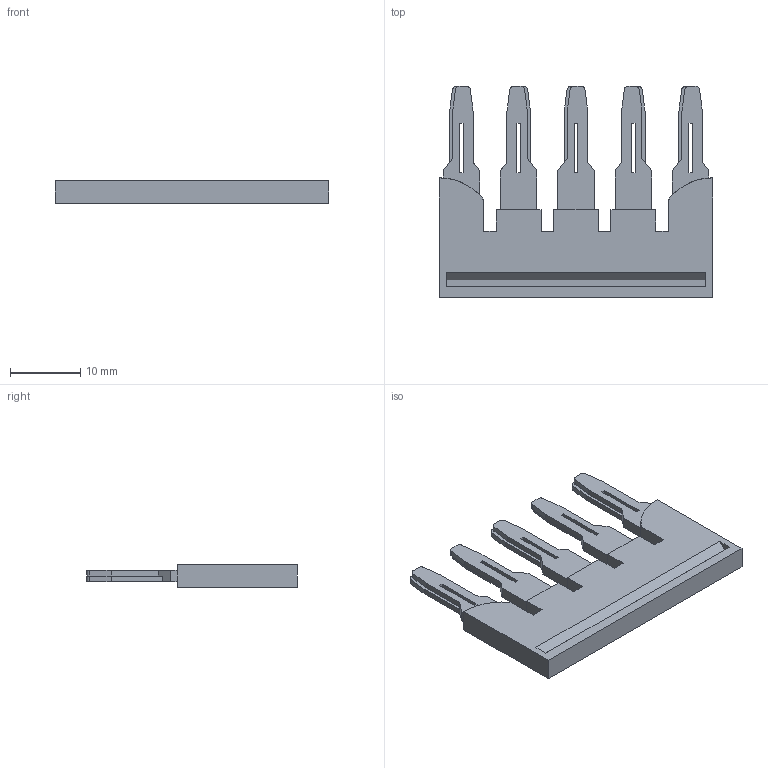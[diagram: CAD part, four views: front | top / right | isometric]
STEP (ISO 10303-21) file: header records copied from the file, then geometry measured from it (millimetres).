
FILE_DESCRIPTION (( 'STEP AP214' ), '1' );
FILE_NAME ('NSYTRAL65.STEP', '2017-11-22T14:24:12', ( '' ), ( '' ), 'SwSTEP 2.0', 'SolidWorks 2015', '' );
FILE_SCHEMA (( 'AUTOMOTIVE_DESIGN' ));
Length unit declared in the file: millimetre
Products named in the file (1): NSYTRAL65
Bounding box: 38.95 x 30 x 3.2 mm (x, y, z)
Volume: 1903.1 mm3; surface area: 2584.5 mm2
Topology: 1 solids, 1 shells, 163 faces, 462 edges, 308 vertices
Faces by surface type: plane 141, cylinder 22
Entity records: 5696 total; most frequent: CARTESIAN_POINT 934, ORIENTED_EDGE 924, DIRECTION 838, EDGE_CURVE 462, VECTOR 414, LINE 414, VERTEX_POINT 308, AXIS2_PLACEMENT_3D 212
